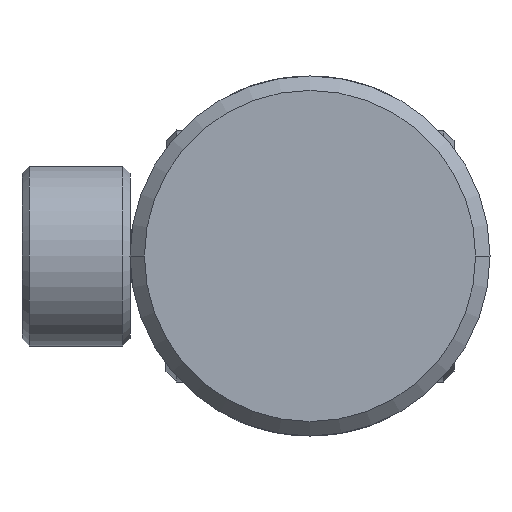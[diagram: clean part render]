
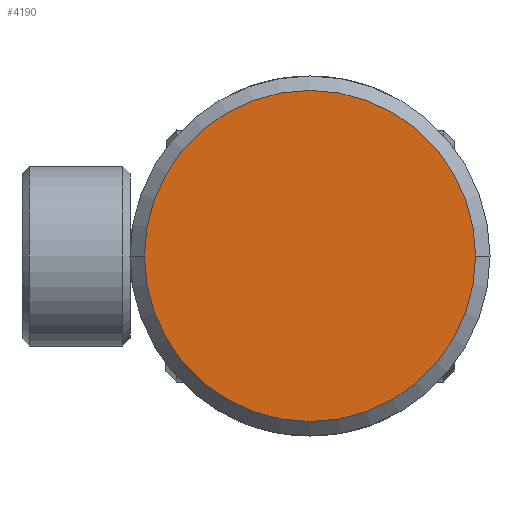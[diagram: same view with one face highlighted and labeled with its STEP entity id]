
A CAD part, left-side view. The second image highlights one B-rep face of the part: STEP entity #4190.
In plain terms, the highlighted planar face has unit normal (-1, 0, 0).
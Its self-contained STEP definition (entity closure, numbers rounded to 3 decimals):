
#15 = CIRCLE ( 'NONE', #485, 23. ) ;
#94 = CARTESIAN_POINT ( 'NONE',  ( 0., 0., 0. ) ) ;
#321 = FACE_OUTER_BOUND ( 'NONE', #3249, .T. ) ;
#430 = DIRECTION ( 'NONE',  ( 0., 1., 0. ) ) ;
#485 = AXIS2_PLACEMENT_3D ( 'NONE', #94, #2398, #430 ) ;
#575 = CARTESIAN_POINT ( 'NONE',  ( 0., 0., 0. ) ) ;
#592 = PLANE ( 'NONE',  #1212 ) ;
#896 = DIRECTION ( 'NONE',  ( 0., 1., 0. ) ) ;
#1212 = AXIS2_PLACEMENT_3D ( 'NONE', #1250, #3547, #1587 ) ;
#1250 = CARTESIAN_POINT ( 'NONE',  ( 0., 0., 0. ) ) ;
#1587 = DIRECTION ( 'NONE',  ( 0., -1., 0. ) ) ;
#2146 = AXIS2_PLACEMENT_3D ( 'NONE', #575, #2878, #896 ) ;
#2188 = ORIENTED_EDGE ( 'NONE', *, *, #3854, .F. ) ;
#2207 = CARTESIAN_POINT ( 'NONE',  ( 0., -23., 0. ) ) ;
#2398 = DIRECTION ( 'NONE',  ( 1., 0., 0. ) ) ;
#2878 = DIRECTION ( 'NONE',  ( 1., 0., 0. ) ) ;
#3143 = VERTEX_POINT ( 'NONE', #2207 ) ;
#3168 = CARTESIAN_POINT ( 'NONE',  ( 0., 23., 0. ) ) ;
#3249 = EDGE_LOOP ( 'NONE', ( #3424, #2188 ) ) ;
#3395 = CIRCLE ( 'NONE', #2146, 23. ) ;
#3424 = ORIENTED_EDGE ( 'NONE', *, *, #3865, .F. ) ;
#3547 = DIRECTION ( 'NONE',  ( -1., 0., 0. ) ) ;
#3811 = VERTEX_POINT ( 'NONE', #3168 ) ;
#3854 = EDGE_CURVE ( 'NONE', #3143, #3811, #3395, .T. ) ;
#3865 = EDGE_CURVE ( 'NONE', #3811, #3143, #15, .T. ) ;
#4190 = ADVANCED_FACE ( 'NONE', ( #321 ), #592, .T. ) ;
